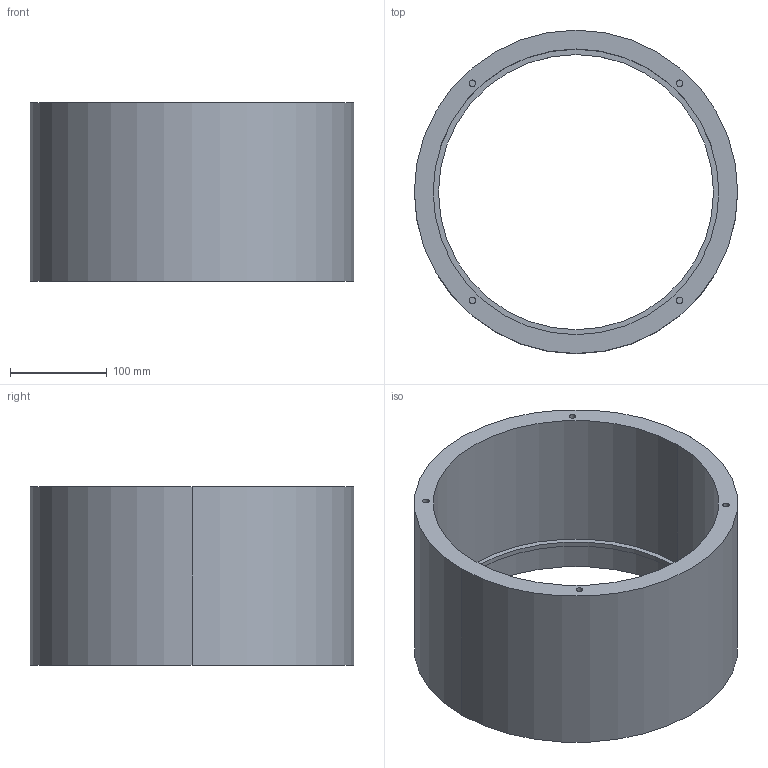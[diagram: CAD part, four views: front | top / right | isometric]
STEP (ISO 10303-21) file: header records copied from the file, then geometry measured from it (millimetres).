
FILE_DESCRIPTION (( 'STEP AP203' ), '1' );
FILE_NAME ('govde.STEP', '2018-03-23T11:21:23', ( '' ), ( '' ), 'SwSTEP 2.0', 'SolidWorks 2017', '' );
FILE_SCHEMA (( 'CONFIG_CONTROL_DESIGN' ));
Length unit declared in the file: millimetre
Products named in the file (1): govde
Bounding box: 335 x 335 x 185.3 mm (x, y, z)
Volume: 3602192.5 mm3; surface area: 418414 mm2
Topology: 1 solids, 1 shells, 36 faces, 72 edges, 48 vertices
Faces by surface type: cylinder 24, plane 12
Entity records: 1045 total; most frequent: DIRECTION 194, CARTESIAN_POINT 157, ORIENTED_EDGE 144, AXIS2_PLACEMENT_3D 85, EDGE_CURVE 72, EDGE_LOOP 48, VERTEX_POINT 48, CIRCLE 48
